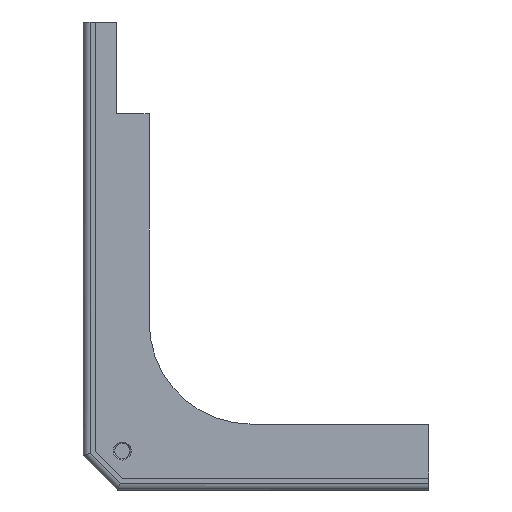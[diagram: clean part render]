
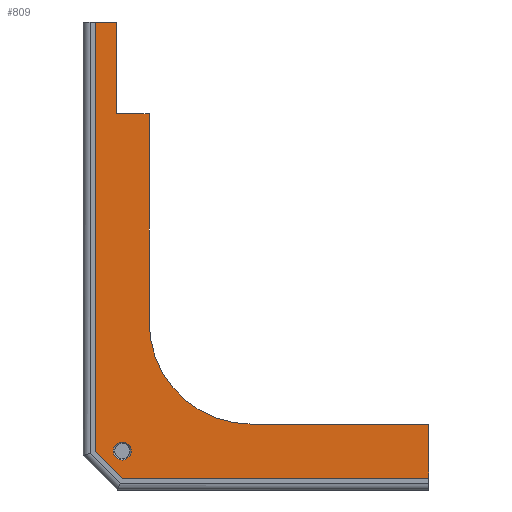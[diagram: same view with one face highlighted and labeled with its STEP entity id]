
A CAD part, left-side view. The second image highlights one B-rep face of the part: STEP entity #809.
In plain terms, the highlighted planar face has unit normal (-1, 0, 0).
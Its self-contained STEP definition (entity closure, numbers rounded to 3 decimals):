
#19=FACE_BOUND('',#128,.T.);
#41=PLANE('',#867);
#81=FACE_OUTER_BOUND('',#127,.T.);
#127=EDGE_LOOP('',(#695,#696,#697,#698,#699,#700,#701,#702,#703,#704));
#128=EDGE_LOOP('',(#705));
#154=CIRCLE('',#849,30.);
#157=CIRCLE('',#868,2.65);
#177=LINE('',#1153,#273);
#197=LINE('',#1199,#293);
#204=LINE('',#1217,#300);
#235=LINE('',#1284,#331);
#239=LINE('',#1290,#335);
#240=LINE('',#1293,#336);
#241=LINE('',#1295,#337);
#242=LINE('',#1296,#338);
#243=LINE('',#1297,#339);
#273=VECTOR('',#925,10.);
#293=VECTOR('',#965,10.);
#300=VECTOR('',#980,10.);
#331=VECTOR('',#1041,10.);
#335=VECTOR('',#1047,10.);
#336=VECTOR('',#1050,10.);
#337=VECTOR('',#1051,10.);
#338=VECTOR('',#1052,10.);
#339=VECTOR('',#1053,10.);
#370=VERTEX_POINT('',#1150);
#371=VERTEX_POINT('',#1152);
#386=VERTEX_POINT('',#1196);
#387=VERTEX_POINT('',#1198);
#391=VERTEX_POINT('',#1207);
#392=VERTEX_POINT('',#1209);
#394=VERTEX_POINT('',#1215);
#415=VERTEX_POINT('',#1283);
#417=VERTEX_POINT('',#1292);
#418=VERTEX_POINT('',#1294);
#419=VERTEX_POINT('',#1298);
#448=EDGE_CURVE('',#371,#370,#177,.T.);
#471=EDGE_CURVE('',#387,#386,#197,.T.);
#476=EDGE_CURVE('',#391,#392,#154,.T.);
#480=EDGE_CURVE('',#391,#394,#204,.T.);
#513=EDGE_CURVE('',#415,#371,#235,.T.);
#517=EDGE_CURVE('',#394,#415,#239,.T.);
#518=EDGE_CURVE('',#370,#417,#240,.T.);
#519=EDGE_CURVE('',#417,#418,#241,.T.);
#520=EDGE_CURVE('',#418,#387,#242,.T.);
#521=EDGE_CURVE('',#386,#392,#243,.T.);
#522=EDGE_CURVE('',#419,#419,#157,.T.);
#695=ORIENTED_EDGE('',*,*,#517,.T.);
#696=ORIENTED_EDGE('',*,*,#513,.T.);
#697=ORIENTED_EDGE('',*,*,#448,.T.);
#698=ORIENTED_EDGE('',*,*,#518,.T.);
#699=ORIENTED_EDGE('',*,*,#519,.T.);
#700=ORIENTED_EDGE('',*,*,#520,.T.);
#701=ORIENTED_EDGE('',*,*,#471,.T.);
#702=ORIENTED_EDGE('',*,*,#521,.T.);
#703=ORIENTED_EDGE('',*,*,#476,.F.);
#704=ORIENTED_EDGE('',*,*,#480,.T.);
#705=ORIENTED_EDGE('',*,*,#522,.F.);
#809=ADVANCED_FACE('',(#81,#19),#41,.T.);
#849=AXIS2_PLACEMENT_3D('',#1210,#973,#974);
#867=AXIS2_PLACEMENT_3D('',#1291,#1048,#1049);
#868=AXIS2_PLACEMENT_3D('',#1299,#1054,#1055);
#925=DIRECTION('',(0.,1.,0.));
#965=DIRECTION('',(0.,0.,1.));
#973=DIRECTION('center_axis',(-1.,0.,0.));
#974=DIRECTION('ref_axis',(0.,0.707,-0.707));
#980=DIRECTION('',(0.,0.,1.));
#1041=DIRECTION('',(0.,0.,1.));
#1047=DIRECTION('',(0.,1.,0.));
#1048=DIRECTION('center_axis',(-1.,0.,0.));
#1049=DIRECTION('ref_axis',(0.,0.,1.));
#1050=DIRECTION('',(0.,0.,-1.));
#1051=DIRECTION('',(0.,-0.707,-0.707));
#1052=DIRECTION('',(0.,-1.,0.));
#1053=DIRECTION('',(0.,1.,0.));
#1054=DIRECTION('center_axis',(-1.,0.,0.));
#1055=DIRECTION('ref_axis',(0.,0.,-1.));
#1150=CARTESIAN_POINT('',(564.857,1194.683,137.64));
#1152=CARTESIAN_POINT('',(564.856,1188.483,137.64));
#1153=CARTESIAN_POINT('',(564.855,1137.703,137.64));
#1196=CARTESIAN_POINT('',(564.853,1096.586,19.363));
#1198=CARTESIAN_POINT('',(564.853,1096.586,3.5));
#1199=CARTESIAN_POINT('',(564.853,1096.586,98.581));
#1207=CARTESIAN_POINT('',(564.856,1178.82,49.363));
#1209=CARTESIAN_POINT('',(564.855,1148.82,19.363));
#1210=CARTESIAN_POINT('Origin',(564.855,1148.82,49.363));
#1215=CARTESIAN_POINT('',(564.856,1178.82,110.64));
#1217=CARTESIAN_POINT('',(564.856,1178.82,19.363));
#1283=CARTESIAN_POINT('',(564.856,1188.483,110.64));
#1284=CARTESIAN_POINT('',(564.856,1188.483,128.151));
#1290=CARTESIAN_POINT('',(564.855,1137.703,110.64));
#1291=CARTESIAN_POINT('Origin',(564.853,1096.586,177.8));
#1292=CARTESIAN_POINT('',(564.857,1194.683,11.45));
#1293=CARTESIAN_POINT('',(564.857,1194.683,94.625));
#1294=CARTESIAN_POINT('',(564.856,1186.733,3.5));
#1295=CARTESIAN_POINT('',(564.857,1207.771,24.538));
#1296=CARTESIAN_POINT('',(564.852,1051.513,3.5));
#1297=CARTESIAN_POINT('',(564.851,1014.353,19.363));
#1298=CARTESIAN_POINT('',(564.856,1186.733,14.1));
#1299=CARTESIAN_POINT('Origin',(564.856,1186.733,11.45));
